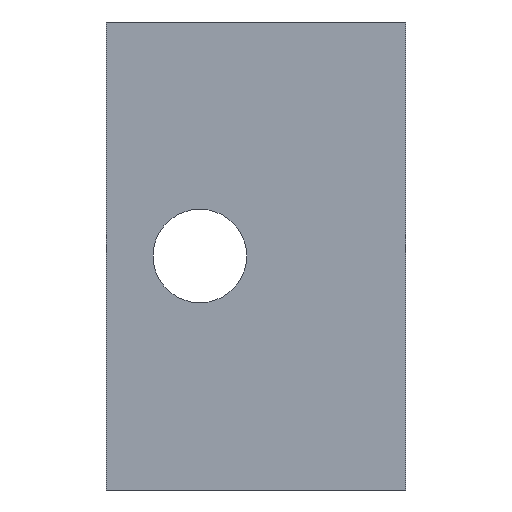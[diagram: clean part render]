
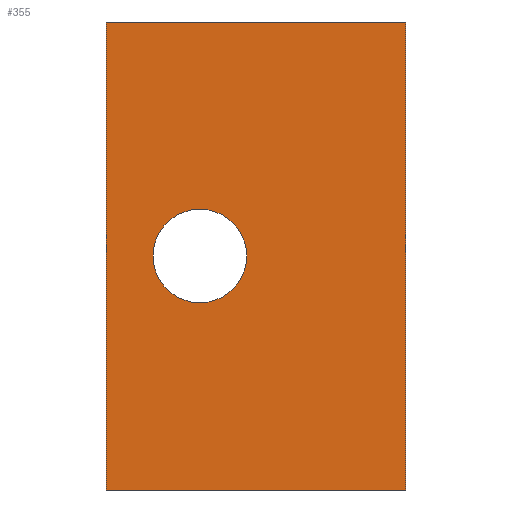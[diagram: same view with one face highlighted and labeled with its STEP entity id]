
A CAD part, front view. The second image highlights one B-rep face of the part: STEP entity #355.
In plain terms, the highlighted planar face has unit normal (0, -1, 0).
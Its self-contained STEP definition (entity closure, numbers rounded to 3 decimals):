
#33 = FACE_OUTER_BOUND ( 'NONE', #189, .T. ) ;
#34 = CARTESIAN_POINT ( 'NONE',  ( -3., -6., 2.5 ) ) ;
#43 = FACE_BOUND ( 'NONE', #191, .T. ) ;
#46 = CIRCLE ( 'NONE', #226, 2.5 ) ;
#53 = VECTOR ( 'NONE', #190, 1000. ) ;
#60 = LINE ( 'NONE', #216, #53 ) ;
#67 = VECTOR ( 'NONE', #220, 1000. ) ;
#71 = LINE ( 'NONE', #224, #67 ) ;
#79 = VECTOR ( 'NONE', #243, 1000. ) ;
#84 = LINE ( 'NONE', #274, #79 ) ;
#88 = VECTOR ( 'NONE', #283, 1000. ) ;
#94 = LINE ( 'NONE', #287, #88 ) ;
#123 = ORIENTED_EDGE ( 'NONE', *, *, #334, .F. ) ;
#127 = VERTEX_POINT ( 'NONE', #322 ) ;
#130 = DIRECTION ( 'NONE',  ( 0., 0., 1. ) ) ;
#132 = VERTEX_POINT ( 'NONE', #321 ) ;
#134 = ORIENTED_EDGE ( 'NONE', *, *, #339, .F. ) ;
#135 = PLANE ( 'NONE',  #209 ) ;
#141 = CARTESIAN_POINT ( 'NONE',  ( 0., -6., 0. ) ) ;
#159 = DIRECTION ( 'NONE',  ( 0., 0., 1. ) ) ;
#161 = DIRECTION ( 'NONE',  ( 0., 1., 0. ) ) ;
#162 = ORIENTED_EDGE ( 'NONE', *, *, #352, .T. ) ;
#163 = CARTESIAN_POINT ( 'NONE',  ( -3., -6., 0. ) ) ;
#173 = DIRECTION ( 'NONE',  ( 0., 1., 0. ) ) ;
#174 = ORIENTED_EDGE ( 'NONE', *, *, #344, .F. ) ;
#189 = EDGE_LOOP ( 'NONE', ( #123, #261, #174, #134 ) ) ;
#190 = DIRECTION ( 'NONE',  ( -1., 0., 0. ) ) ;
#191 = EDGE_LOOP ( 'NONE', ( #162 ) ) ;
#209 = AXIS2_PLACEMENT_3D ( 'NONE', #141, #173, #130 ) ;
#216 = CARTESIAN_POINT ( 'NONE',  ( -8., -6., -12.5 ) ) ;
#220 = DIRECTION ( 'NONE',  ( 0., 0., -1. ) ) ;
#224 = CARTESIAN_POINT ( 'NONE',  ( 8., -6., -12.5 ) ) ;
#226 = AXIS2_PLACEMENT_3D ( 'NONE', #163, #161, #159 ) ;
#238 = VERTEX_POINT ( 'NONE', #309 ) ;
#243 = DIRECTION ( 'NONE',  ( 1., 0., 0. ) ) ;
#261 = ORIENTED_EDGE ( 'NONE', *, *, #349, .F. ) ;
#274 = CARTESIAN_POINT ( 'NONE',  ( -8., -6., 12.5 ) ) ;
#279 = VERTEX_POINT ( 'NONE', #308 ) ;
#283 = DIRECTION ( 'NONE',  ( 0., 0., 1. ) ) ;
#287 = CARTESIAN_POINT ( 'NONE',  ( -8., -6., -12.5 ) ) ;
#308 = CARTESIAN_POINT ( 'NONE',  ( 8., -6., 12.5 ) ) ;
#309 = CARTESIAN_POINT ( 'NONE',  ( -8., -6., -12.5 ) ) ;
#321 = CARTESIAN_POINT ( 'NONE',  ( -8., -6., 12.5 ) ) ;
#322 = CARTESIAN_POINT ( 'NONE',  ( 8., -6., -12.5 ) ) ;
#334 = EDGE_CURVE ( 'NONE', #238, #132, #94, .T. ) ;
#339 = EDGE_CURVE ( 'NONE', #132, #279, #84, .T. ) ;
#344 = EDGE_CURVE ( 'NONE', #279, #127, #71, .T. ) ;
#349 = EDGE_CURVE ( 'NONE', #127, #238, #60, .T. ) ;
#352 = EDGE_CURVE ( 'NONE', #366, #366, #46, .T. ) ;
#355 = ADVANCED_FACE ( 'NONE', ( #43, #33 ), #135, .F. ) ;
#366 = VERTEX_POINT ( 'NONE', #34 ) ;
